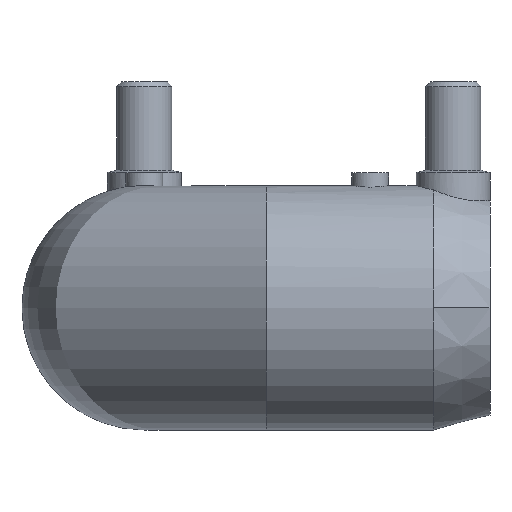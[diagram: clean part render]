
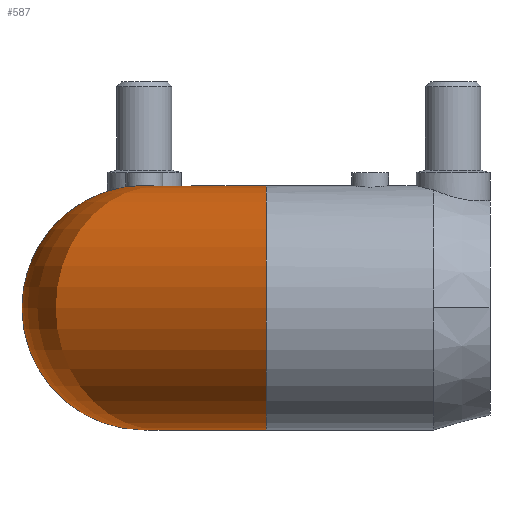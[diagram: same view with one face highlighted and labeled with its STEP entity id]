
A CAD part, left-side view. The second image highlights one B-rep face of the part: STEP entity #587.
In plain terms, the highlighted toroidal (fillet/blend) face has major radius 26.52 mm and minor radius 26.5 mm.
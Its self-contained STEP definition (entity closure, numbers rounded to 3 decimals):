
#15=TOROIDAL_SURFACE('',#677,26.52,26.5);
#91=FACE_OUTER_BOUND('',#139,.T.);
#139=EDGE_LOOP('',(#515,#516,#517,#518,#519,#520,#521,#522));
#157=B_SPLINE_CURVE_WITH_KNOTS('',3,(#1216,#1217,#1218,#1219),
 .UNSPECIFIED.,.F.,.F.,(4,4),(11.773,11.774),
 .UNSPECIFIED.);
#158=B_SPLINE_CURVE_WITH_KNOTS('',3,(#1221,#1222,#1223,#1224),
 .UNSPECIFIED.,.F.,.F.,(4,4),(-0.004,0.),.UNSPECIFIED.);
#159=B_SPLINE_CURVE_WITH_KNOTS('',3,(#1228,#1229,#1230,#1231),
 .UNSPECIFIED.,.F.,.F.,(4,4),(0.,0.),.UNSPECIFIED.);
#160=B_SPLINE_CURVE_WITH_KNOTS('',3,(#1233,#1234,#1235,#1236),
 .UNSPECIFIED.,.F.,.F.,(4,4),(3.921,3.922),
 .UNSPECIFIED.);
#164=B_SPLINE_CURVE_WITH_KNOTS('',3,(#1319,#1320,#1321,#1322,#1323,#1324,
#1325,#1326,#1327,#1328,#1329,#1330,#1331,#1332,#1333,#1334,#1335,#1336,
#1337,#1338),.UNSPECIFIED.,.F.,.F.,(4,2,2,2,2,2,2,2,2,4),(0.,0.251,
0.501,1.003,1.489,1.975,2.462,
2.949,3.436,3.921),.UNSPECIFIED.);
#165=B_SPLINE_CURVE_WITH_KNOTS('',3,(#1340,#1341,#1342,#1343,#1344,#1345,
#1346,#1347,#1348,#1349,#1350,#1351,#1352,#1353,#1354,#1355,#1356,#1357,
#1358,#1359),.UNSPECIFIED.,.F.,.F.,(4,2,2,2,2,2,2,2,2,4),(11.774,
12.26,12.747,13.234,13.721,14.207,
14.693,15.194,15.445,15.696),
 .UNSPECIFIED.);
#202=CIRCLE('',#678,26.5);
#203=CIRCLE('',#679,26.5);
#280=VERTEX_POINT('',#1213);
#281=VERTEX_POINT('',#1215);
#282=VERTEX_POINT('',#1220);
#283=VERTEX_POINT('',#1225);
#284=VERTEX_POINT('',#1227);
#285=VERTEX_POINT('',#1232);
#286=VERTEX_POINT('',#1237);
#343=EDGE_CURVE('',#281,#280,#157,.T.);
#344=EDGE_CURVE('',#282,#281,#158,.T.);
#346=EDGE_CURVE('',#284,#283,#159,.T.);
#347=EDGE_CURVE('',#285,#284,#160,.T.);
#375=EDGE_CURVE('',#286,#285,#164,.T.);
#376=EDGE_CURVE('',#280,#286,#165,.T.);
#377=EDGE_CURVE('',#286,#286,#202,.T.);
#378=EDGE_CURVE('',#282,#283,#203,.T.);
#515=ORIENTED_EDGE('',*,*,#344,.T.);
#516=ORIENTED_EDGE('',*,*,#343,.T.);
#517=ORIENTED_EDGE('',*,*,#376,.T.);
#518=ORIENTED_EDGE('',*,*,#377,.T.);
#519=ORIENTED_EDGE('',*,*,#375,.T.);
#520=ORIENTED_EDGE('',*,*,#347,.T.);
#521=ORIENTED_EDGE('',*,*,#346,.T.);
#522=ORIENTED_EDGE('',*,*,#378,.F.);
#587=ADVANCED_FACE('',(#91),#15,.T.);
#677=AXIS2_PLACEMENT_3D('',#1361,#850,#851);
#678=AXIS2_PLACEMENT_3D('',#1362,#852,#853);
#679=AXIS2_PLACEMENT_3D('',#1363,#854,#855);
#850=DIRECTION('center_axis',(0.,0.,-1.));
#851=DIRECTION('ref_axis',(-1.,0.,0.));
#852=DIRECTION('center_axis',(0.,1.,0.));
#853=DIRECTION('ref_axis',(-1.,0.,0.));
#854=DIRECTION('center_axis',(1.,0.,0.));
#855=DIRECTION('ref_axis',(0.,1.,0.));
#1213=CARTESIAN_POINT('',(26.5,26.,-26.5));
#1215=CARTESIAN_POINT('',(26.5,26.007,-26.5));
#1216=CARTESIAN_POINT('Ctrl Pts',(26.5,26.01,-26.5));
#1217=CARTESIAN_POINT('Ctrl Pts',(26.5,26.007,-26.5));
#1218=CARTESIAN_POINT('Ctrl Pts',(26.5,26.003,-26.5));
#1219=CARTESIAN_POINT('Ctrl Pts',(26.5,26.,-26.5));
#1220=CARTESIAN_POINT('',(26.52,26.008,-26.5));
#1221=CARTESIAN_POINT('Ctrl Pts',(26.52,26.005,-26.5));
#1222=CARTESIAN_POINT('Ctrl Pts',(26.519,26.005,-26.5));
#1223=CARTESIAN_POINT('Ctrl Pts',(26.513,26.005,-26.5));
#1224=CARTESIAN_POINT('Ctrl Pts',(26.5,26.005,-26.5));
#1225=CARTESIAN_POINT('',(26.52,26.008,26.5));
#1227=CARTESIAN_POINT('',(26.5,26.007,26.5));
#1228=CARTESIAN_POINT('Ctrl Pts',(26.5,26.005,26.5));
#1229=CARTESIAN_POINT('Ctrl Pts',(26.513,26.005,26.5));
#1230=CARTESIAN_POINT('Ctrl Pts',(26.519,26.005,26.5));
#1231=CARTESIAN_POINT('Ctrl Pts',(26.52,26.005,26.5));
#1232=CARTESIAN_POINT('',(26.5,26.,26.5));
#1233=CARTESIAN_POINT('Ctrl Pts',(26.5,26.,26.5));
#1234=CARTESIAN_POINT('Ctrl Pts',(26.5,26.003,26.5));
#1235=CARTESIAN_POINT('Ctrl Pts',(26.5,26.007,26.5));
#1236=CARTESIAN_POINT('Ctrl Pts',(26.5,26.01,26.5));
#1237=CARTESIAN_POINT('',(26.5,-0.5,0.));
#1319=CARTESIAN_POINT('Ctrl Pts',(26.5,-0.5,0.));
#1320=CARTESIAN_POINT('Ctrl Pts',(26.5,-0.477,0.835));
#1321=CARTESIAN_POINT('Ctrl Pts',(26.5,-0.442,1.713));
#1322=CARTESIAN_POINT('Ctrl Pts',(26.5,-0.264,3.494));
#1323=CARTESIAN_POINT('Ctrl Pts',(26.5,-0.129,4.398));
#1324=CARTESIAN_POINT('Ctrl Pts',(26.5,0.418,7.078));
#1325=CARTESIAN_POINT('Ctrl Pts',(26.5,0.976,8.823));
#1326=CARTESIAN_POINT('Ctrl Pts',(26.5,2.263,11.852));
#1327=CARTESIAN_POINT('Ctrl Pts',(26.5,3.101,13.419));
#1328=CARTESIAN_POINT('Ctrl Pts',(26.5,5.085,16.343));
#1329=CARTESIAN_POINT('Ctrl Pts',(26.5,6.231,17.7));
#1330=CARTESIAN_POINT('Ctrl Pts',(26.5,8.537,19.981));
#1331=CARTESIAN_POINT('Ctrl Pts',(26.5,9.91,21.115));
#1332=CARTESIAN_POINT('Ctrl Pts',(26.5,12.863,23.071));
#1333=CARTESIAN_POINT('Ctrl Pts',(26.5,14.443,23.893));
#1334=CARTESIAN_POINT('Ctrl Pts',(26.5,17.447,25.127));
#1335=CARTESIAN_POINT('Ctrl Pts',(26.5,19.148,25.655));
#1336=CARTESIAN_POINT('Ctrl Pts',(26.5,22.615,26.339));
#1337=CARTESIAN_POINT('Ctrl Pts',(26.5,24.382,26.499));
#1338=CARTESIAN_POINT('Ctrl Pts',(26.5,26.,26.5));
#1340=CARTESIAN_POINT('Ctrl Pts',(26.5,26.,-26.5));
#1341=CARTESIAN_POINT('Ctrl Pts',(26.5,24.382,-26.499));
#1342=CARTESIAN_POINT('Ctrl Pts',(26.5,22.615,-26.339));
#1343=CARTESIAN_POINT('Ctrl Pts',(26.5,19.148,-25.655));
#1344=CARTESIAN_POINT('Ctrl Pts',(26.5,17.447,-25.127));
#1345=CARTESIAN_POINT('Ctrl Pts',(26.5,14.443,-23.893));
#1346=CARTESIAN_POINT('Ctrl Pts',(26.5,12.863,-23.071));
#1347=CARTESIAN_POINT('Ctrl Pts',(26.5,9.91,-21.115));
#1348=CARTESIAN_POINT('Ctrl Pts',(26.5,8.537,-19.981));
#1349=CARTESIAN_POINT('Ctrl Pts',(26.5,6.231,-17.7));
#1350=CARTESIAN_POINT('Ctrl Pts',(26.5,5.085,-16.343));
#1351=CARTESIAN_POINT('Ctrl Pts',(26.5,3.101,-13.419));
#1352=CARTESIAN_POINT('Ctrl Pts',(26.5,2.263,-11.852));
#1353=CARTESIAN_POINT('Ctrl Pts',(26.5,0.976,-8.823));
#1354=CARTESIAN_POINT('Ctrl Pts',(26.5,0.418,-7.078));
#1355=CARTESIAN_POINT('Ctrl Pts',(26.5,-0.129,-4.398));
#1356=CARTESIAN_POINT('Ctrl Pts',(26.5,-0.264,-3.494));
#1357=CARTESIAN_POINT('Ctrl Pts',(26.5,-0.442,-1.713));
#1358=CARTESIAN_POINT('Ctrl Pts',(26.5,-0.477,-0.835));
#1359=CARTESIAN_POINT('Ctrl Pts',(26.5,-0.5,0.));
#1361=CARTESIAN_POINT('Origin',(26.52,-0.5,0.));
#1362=CARTESIAN_POINT('Origin',(0.,-0.5,0.));
#1363=CARTESIAN_POINT('Origin',(26.52,26.02,0.));
